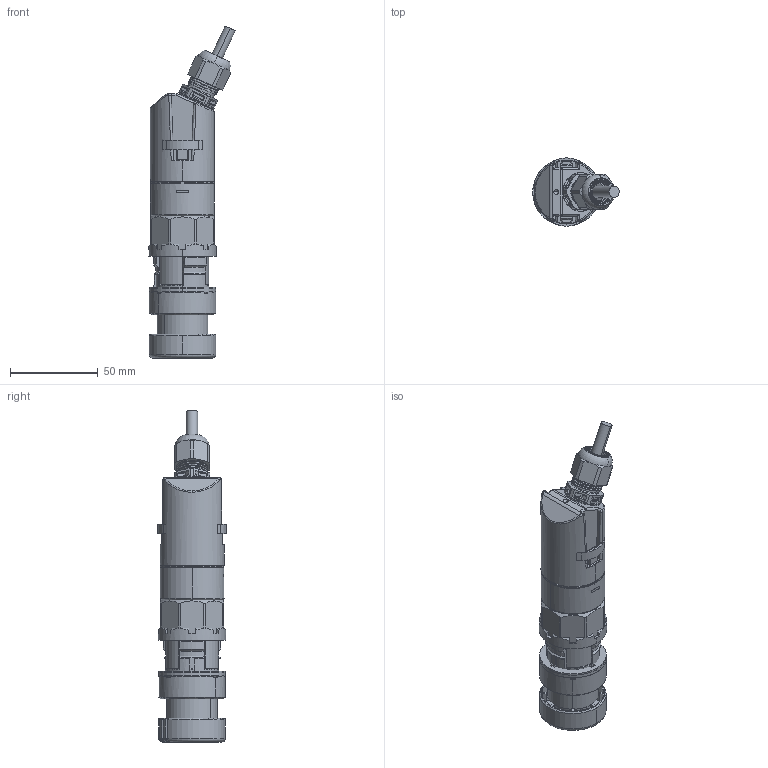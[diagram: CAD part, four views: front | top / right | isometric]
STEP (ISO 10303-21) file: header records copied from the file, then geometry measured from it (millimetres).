
FILE_DESCRIPTION (( 'STEP AP203' ), '1' );
FILE_NAME ('8003-1_3-010.STEP', '2014-01-21T14:29:34', ( 'Admin' ), ( 'R. STAHL AG' ), 'SwSTEP 2.0', 'SolidWorks 2013', '' );
FILE_SCHEMA (( 'CONFIG_CONTROL_DESIGN' ));
Length unit declared in the file: millimetre
Products named in the file (23): 81_610_76_01_0_Erweitert; 86_029_18_15_0; 80_039_02_51_0; 80_030_01_08_0_Leitung_1; 86_029_07_95_0; 80_030_01_08_0_Leitung_2; 86_029_01_84_0-Pfeil; 80_139_01_66_0_ohne Dichtung; 80_030_01_08_0_Leitung_3; 86_020_95_03_0; 80_139_01_66_0_Dichtung_angepasst; 80_030_01_08_0_Leitung; 81_610_76_01_0_Stutzen_Erweitert; 80_139_01_66_0; 80_139_01_14_0; 81_610_76_01_0_Dichtung; 80_139_02_51_0; 8003-1_3-010; 81_610_76_01_0_Hutmutter_Kennzeichnung; 86_029_14_80_0; Anschlussgewindedichtung_M16; 86_029_06_24_0
Assembly tree (24 placements, depth 3):
  8003-1_3-010
    80_039_02_51_0
      80_039_02_51_0
    80_139_01_66_0
      80_139_01_66_0_ohne Dichtung
      80_139_01_66_0_Dichtung_angepasst
    80_139_02_51_0
    86_020_95_03_0
      86_029_14_80_0
      86_029_06_24_0
      86_029_18_15_0
      86_029_07_95_0
      86_029_01_84_0-Pfeil
    81_610_76_01_0_Erweitert
      81_610_76_01_0_Stutzen_Erweitert
      81_610_76_01_0_Dichtung
      81_610_76_01_0_Hutmutter_Kennzeichnung
      Anschlussgewindedichtung_M16
    80_030_01_08_0_Leitung
      80_030_01_08_0_Leitung_1
      80_030_01_08_0_Leitung_2  x2
      80_030_01_08_0_Leitung_3  x2
    80_139_01_14_0
Bounding box: 49.38 x 38.96 x 189.41 mm (x, y, z)
Volume: 67257.2 mm3; surface area: 86219.9 mm2
Topology: 19 solids, 19 shells, 5067 faces, 13636 edges, 8835 vertices
Faces by surface type: plane 2513, bspline 1025, cylinder 871, cone 318, torus 274, sphere 66
Entity records: 232277 total; most frequent: CARTESIAN_POINT 110102, ORIENTED_EDGE 27112, DIRECTION 21534, EDGE_CURVE 13556, VERTEX_POINT 8805, VECTOR 7840, LINE 7840, AXIS2_PLACEMENT_3D 6847
